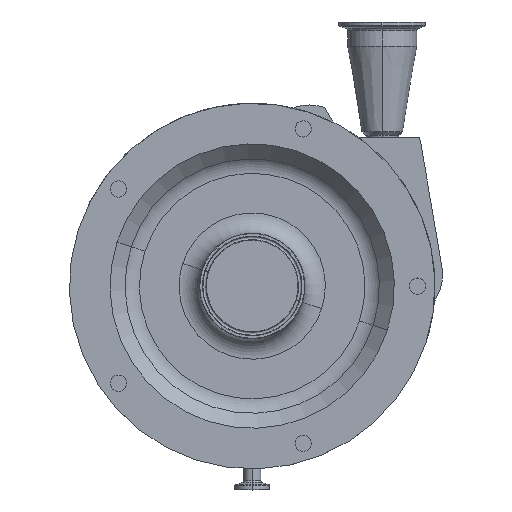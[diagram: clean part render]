
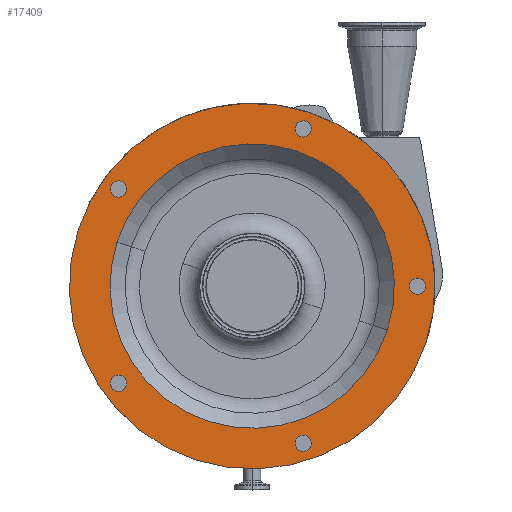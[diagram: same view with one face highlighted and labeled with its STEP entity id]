
A CAD part, top view. The second image highlights one B-rep face of the part: STEP entity #17409.
In plain terms, the highlighted planar face has unit normal (0, 0, 1).
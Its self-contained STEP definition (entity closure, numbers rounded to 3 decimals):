
#124 = CARTESIAN_POINT ( 'NONE',  ( 122., 0., 212.5 ) ) ;
#178 = VERTEX_POINT ( 'NONE', #8814 ) ;
#384 = CARTESIAN_POINT ( 'NONE',  ( 37.7, -116.029, 212.5 ) ) ;
#658 = FACE_BOUND ( 'NONE', #2362, .T. ) ;
#879 = DIRECTION ( 'NONE',  ( 0., 0., 1. ) ) ;
#1014 = FACE_BOUND ( 'NONE', #9468, .T. ) ;
#1485 = CARTESIAN_POINT ( 'NONE',  ( 0., 0., 212.5 ) ) ;
#1639 = EDGE_LOOP ( 'NONE', ( #13298, #8364 ) ) ;
#1708 = CIRCLE ( 'NONE', #17148, 6. ) ;
#1780 = ORIENTED_EDGE ( 'NONE', *, *, #14133, .F. ) ;
#2132 = DIRECTION ( 'NONE',  ( 0., 0., 1. ) ) ;
#2219 = DIRECTION ( 'NONE',  ( 0.951, -0.309, 0. ) ) ;
#2362 = EDGE_LOOP ( 'NONE', ( #1780, #10539 ) ) ;
#2365 = DIRECTION ( 'NONE',  ( 0., -1., 0. ) ) ;
#2451 = EDGE_CURVE ( 'NONE', #13929, #8658, #11099, .T. ) ;
#2638 = AXIS2_PLACEMENT_3D ( 'NONE', #124, #5708, #11289 ) ;
#2658 = CIRCLE ( 'NONE', #15189, 105. ) ;
#2684 = CARTESIAN_POINT ( 'NONE',  ( 12.052, 37.091, 212.5 ) ) ;
#3323 = EDGE_CURVE ( 'NONE', #12739, #13173, #12804, .T. ) ;
#3568 = DIRECTION ( 'NONE',  ( 0.951, -0.309, 0. ) ) ;
#3728 = CARTESIAN_POINT ( 'NONE',  ( 43.406, 114.175, 212.5 ) ) ;
#3792 = DIRECTION ( 'NONE',  ( 0., 0., 1. ) ) ;
#3862 = EDGE_CURVE ( 'NONE', #6698, #178, #2658, .T. ) ;
#3875 = DIRECTION ( 'NONE',  ( 0.951, -0.309, 0. ) ) ;
#3936 = CARTESIAN_POINT ( 'NONE',  ( 37.7, 116.029, 212.5 ) ) ;
#4020 = CARTESIAN_POINT ( 'NONE',  ( -95.173, 76.564, 212.5 ) ) ;
#4034 = VERTEX_POINT ( 'NONE', #16337 ) ;
#4188 = CARTESIAN_POINT ( 'NONE',  ( 122., -6., 212.5 ) ) ;
#4422 = CIRCLE ( 'NONE', #15796, 135. ) ;
#4682 = AXIS2_PLACEMENT_3D ( 'NONE', #9042, #6221, #3568 ) ;
#4939 = AXIS2_PLACEMENT_3D ( 'NONE', #15032, #17602, #2365 ) ;
#5005 = CARTESIAN_POINT ( 'NONE',  ( -98.7, -71.71, 212.5 ) ) ;
#5051 = CARTESIAN_POINT ( 'NONE',  ( 0., 0., 212.5 ) ) ;
#5593 = EDGE_CURVE ( 'NONE', #7739, #4034, #1708, .T. ) ;
#5700 = EDGE_CURVE ( 'NONE', #14774, #7402, #12592, .T. ) ;
#5708 = DIRECTION ( 'NONE',  ( 0., 0., 1. ) ) ;
#5804 = CIRCLE ( 'NONE', #16000, 6. ) ;
#5832 = ORIENTED_EDGE ( 'NONE', *, *, #17325, .T. ) ;
#5862 = DIRECTION ( 'NONE',  ( 0., 0., 1. ) ) ;
#5946 = DIRECTION ( 'NONE',  ( 0.951, -0.309, 0. ) ) ;
#6213 = CARTESIAN_POINT ( 'NONE',  ( 128.393, -41.717, 212.5 ) ) ;
#6221 = DIRECTION ( 'NONE',  ( 0., 0., 1. ) ) ;
#6402 = CIRCLE ( 'NONE', #2638, 6. ) ;
#6698 = VERTEX_POINT ( 'NONE', #10953 ) ;
#6766 = CARTESIAN_POINT ( 'NONE',  ( 43.406, -114.175, 212.5 ) ) ;
#6883 = EDGE_LOOP ( 'NONE', ( #17212, #5832 ) ) ;
#7021 = EDGE_LOOP ( 'NONE', ( #16048, #7983 ) ) ;
#7041 = CARTESIAN_POINT ( 'NONE',  ( 37.7, -116.029, 212.5 ) ) ;
#7332 = DIRECTION ( 'NONE',  ( 0., 0., 1. ) ) ;
#7402 = VERTEX_POINT ( 'NONE', #13082 ) ;
#7450 = DIRECTION ( 'NONE',  ( 0., 0., 1. ) ) ;
#7597 = FACE_BOUND ( 'NONE', #17102, .T. ) ;
#7739 = VERTEX_POINT ( 'NONE', #6766 ) ;
#7865 = FACE_OUTER_BOUND ( 'NONE', #6883, .T. ) ;
#7983 = ORIENTED_EDGE ( 'NONE', *, *, #13420, .F. ) ;
#8364 = ORIENTED_EDGE ( 'NONE', *, *, #14045, .F. ) ;
#8622 = AXIS2_PLACEMENT_3D ( 'NONE', #7041, #9391, #10881 ) ;
#8658 = VERTEX_POINT ( 'NONE', #8881 ) ;
#8814 = CARTESIAN_POINT ( 'NONE',  ( 99.861, -32.447, 212.5 ) ) ;
#8878 = VERTEX_POINT ( 'NONE', #4020 ) ;
#8881 = CARTESIAN_POINT ( 'NONE',  ( -128.393, 41.717, 212.5 ) ) ;
#8893 = EDGE_CURVE ( 'NONE', #4034, #7739, #15914, .T. ) ;
#9041 = ORIENTED_EDGE ( 'NONE', *, *, #15141, .F. ) ;
#9042 = CARTESIAN_POINT ( 'NONE',  ( 0., 0., 212.5 ) ) ;
#9162 = CARTESIAN_POINT ( 'NONE',  ( 122., 6., 212.5 ) ) ;
#9264 = VERTEX_POINT ( 'NONE', #10381 ) ;
#9273 = CARTESIAN_POINT ( 'NONE',  ( -102.227, -66.856, 212.5 ) ) ;
#9391 = DIRECTION ( 'NONE',  ( 0., 0., 1. ) ) ;
#9468 = EDGE_LOOP ( 'NONE', ( #10031, #14401 ) ) ;
#9784 = AXIS2_PLACEMENT_3D ( 'NONE', #3936, #10704, #16263 ) ;
#9881 = CARTESIAN_POINT ( 'NONE',  ( -98.7, -71.71, 212.5 ) ) ;
#9961 = VERTEX_POINT ( 'NONE', #9273 ) ;
#10016 = EDGE_CURVE ( 'NONE', #9961, #14225, #13616, .T. ) ;
#10030 = DIRECTION ( 'NONE',  ( 0., 0., 1. ) ) ;
#10031 = ORIENTED_EDGE ( 'NONE', *, *, #8893, .F. ) ;
#10039 = ORIENTED_EDGE ( 'NONE', *, *, #14705, .F. ) ;
#10043 = DIRECTION ( 'NONE',  ( 0., 0., 1. ) ) ;
#10167 = CIRCLE ( 'NONE', #4682, 105. ) ;
#10198 = AXIS2_PLACEMENT_3D ( 'NONE', #1485, #10043, #5946 ) ;
#10212 = CIRCLE ( 'NONE', #13408, 6. ) ;
#10381 = CARTESIAN_POINT ( 'NONE',  ( -102.227, 66.856, 212.5 ) ) ;
#10539 = ORIENTED_EDGE ( 'NONE', *, *, #3862, .F. ) ;
#10662 = DIRECTION ( 'NONE',  ( -0.588, 0.809, 0. ) ) ;
#10690 = CARTESIAN_POINT ( 'NONE',  ( -95.173, -76.564, 212.5 ) ) ;
#10704 = DIRECTION ( 'NONE',  ( 0., 0., 1. ) ) ;
#10881 = DIRECTION ( 'NONE',  ( -0.951, -0.309, 0. ) ) ;
#10901 = PLANE ( 'NONE',  #16974 ) ;
#10953 = CARTESIAN_POINT ( 'NONE',  ( -99.861, 32.447, 212.5 ) ) ;
#11099 = CIRCLE ( 'NONE', #10198, 135. ) ;
#11185 = DIRECTION ( 'NONE',  ( 0., -1., 0. ) ) ;
#11289 = DIRECTION ( 'NONE',  ( 0., -1., 0. ) ) ;
#11377 = DIRECTION ( 'NONE',  ( 0.951, -0.309, 0. ) ) ;
#11927 = CARTESIAN_POINT ( 'NONE',  ( -98.7, 71.71, 212.5 ) ) ;
#12164 = ORIENTED_EDGE ( 'NONE', *, *, #5700, .F. ) ;
#12592 = CIRCLE ( 'NONE', #9784, 6. ) ;
#12739 = VERTEX_POINT ( 'NONE', #4188 ) ;
#12804 = CIRCLE ( 'NONE', #4939, 6. ) ;
#12819 = DIRECTION ( 'NONE',  ( 0., 0., 1. ) ) ;
#12897 = DIRECTION ( 'NONE',  ( -0.951, -0.309, 0. ) ) ;
#13016 = DIRECTION ( 'NONE',  ( 0.588, 0.809, 0. ) ) ;
#13082 = CARTESIAN_POINT ( 'NONE',  ( 31.994, 117.883, 212.5 ) ) ;
#13159 = FACE_BOUND ( 'NONE', #17624, .T. ) ;
#13173 = VERTEX_POINT ( 'NONE', #9162 ) ;
#13298 = ORIENTED_EDGE ( 'NONE', *, *, #10016, .F. ) ;
#13408 = AXIS2_PLACEMENT_3D ( 'NONE', #9881, #5862, #14152 ) ;
#13420 = EDGE_CURVE ( 'NONE', #13173, #12739, #6402, .T. ) ;
#13436 = FACE_BOUND ( 'NONE', #7021, .T. ) ;
#13543 = CARTESIAN_POINT ( 'NONE',  ( 0., 0., 212.5 ) ) ;
#13616 = CIRCLE ( 'NONE', #15954, 6. ) ;
#13929 = VERTEX_POINT ( 'NONE', #6213 ) ;
#14045 = EDGE_CURVE ( 'NONE', #14225, #9961, #10212, .T. ) ;
#14052 = AXIS2_PLACEMENT_3D ( 'NONE', #15744, #12819, #11377 ) ;
#14133 = EDGE_CURVE ( 'NONE', #178, #6698, #10167, .T. ) ;
#14152 = DIRECTION ( 'NONE',  ( -0.588, 0.809, 0. ) ) ;
#14225 = VERTEX_POINT ( 'NONE', #10690 ) ;
#14229 = CARTESIAN_POINT ( 'NONE',  ( -98.7, 71.71, 212.5 ) ) ;
#14401 = ORIENTED_EDGE ( 'NONE', *, *, #5593, .F. ) ;
#14705 = EDGE_CURVE ( 'NONE', #8878, #9264, #5804, .T. ) ;
#14774 = VERTEX_POINT ( 'NONE', #3728 ) ;
#14855 = AXIS2_PLACEMENT_3D ( 'NONE', #11927, #7450, #13016 ) ;
#15032 = CARTESIAN_POINT ( 'NONE',  ( 122., 0., 212.5 ) ) ;
#15141 = EDGE_CURVE ( 'NONE', #9264, #8878, #17477, .T. ) ;
#15189 = AXIS2_PLACEMENT_3D ( 'NONE', #13543, #3792, #3875 ) ;
#15221 = CIRCLE ( 'NONE', #14052, 6. ) ;
#15271 = DIRECTION ( 'NONE',  ( 0., 0., -1. ) ) ;
#15607 = DIRECTION ( 'NONE',  ( 0.588, 0.809, 0. ) ) ;
#15744 = CARTESIAN_POINT ( 'NONE',  ( 37.7, 116.029, 212.5 ) ) ;
#15796 = AXIS2_PLACEMENT_3D ( 'NONE', #5051, #2132, #2219 ) ;
#15914 = CIRCLE ( 'NONE', #8622, 6. ) ;
#15954 = AXIS2_PLACEMENT_3D ( 'NONE', #5005, #879, #10662 ) ;
#16000 = AXIS2_PLACEMENT_3D ( 'NONE', #14229, #10030, #15607 ) ;
#16048 = ORIENTED_EDGE ( 'NONE', *, *, #3323, .F. ) ;
#16059 = ORIENTED_EDGE ( 'NONE', *, *, #17858, .F. ) ;
#16263 = DIRECTION ( 'NONE',  ( 0.951, -0.309, 0. ) ) ;
#16337 = CARTESIAN_POINT ( 'NONE',  ( 31.994, -117.883, 212.5 ) ) ;
#16974 = AXIS2_PLACEMENT_3D ( 'NONE', #2684, #15271, #11185 ) ;
#17102 = EDGE_LOOP ( 'NONE', ( #10039, #9041 ) ) ;
#17148 = AXIS2_PLACEMENT_3D ( 'NONE', #384, #7332, #12897 ) ;
#17212 = ORIENTED_EDGE ( 'NONE', *, *, #2451, .T. ) ;
#17325 = EDGE_CURVE ( 'NONE', #8658, #13929, #4422, .T. ) ;
#17409 = ADVANCED_FACE ( 'NONE', ( #7865, #13436, #1014, #17742, #7597, #13159, #658 ), #10901, .F. ) ;
#17477 = CIRCLE ( 'NONE', #14855, 6. ) ;
#17602 = DIRECTION ( 'NONE',  ( 0., 0., 1. ) ) ;
#17624 = EDGE_LOOP ( 'NONE', ( #12164, #16059 ) ) ;
#17742 = FACE_BOUND ( 'NONE', #1639, .T. ) ;
#17858 = EDGE_CURVE ( 'NONE', #7402, #14774, #15221, .T. ) ;
